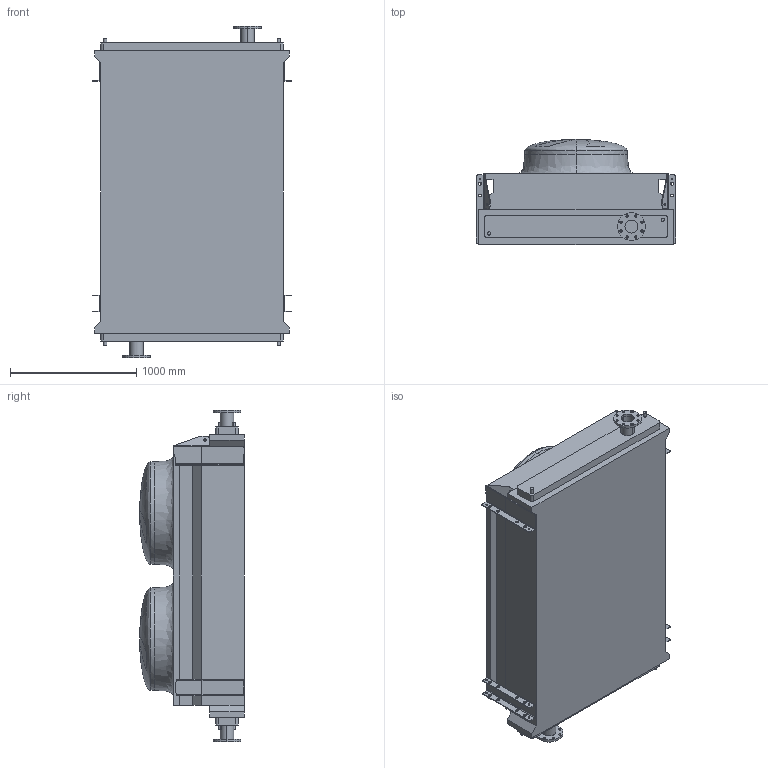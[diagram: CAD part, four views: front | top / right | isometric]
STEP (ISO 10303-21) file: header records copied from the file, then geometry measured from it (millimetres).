
FILE_DESCRIPTION (( 'STEP AP203' ), '1' );
FILE_NAME ('BOAC_02C-I.step', '2022-05-06T13:01:01', ( '' ), ( '' ), 'SwSTEP 2.0', 'SolidWorks 2019', '' );
FILE_SCHEMA (( 'CONFIG_CONTROL_DESIGN' ));
Length unit declared in the file: millimetre
Products named in the file (1): BOAC_02C-I
Bounding box: 1580 x 830 x 2630 mm (x, y, z)
Volume: 2001299075.2 mm3; surface area: 13608219 mm2
Topology: 5 solids, 5 shells, 384 faces, 1086 edges, 730 vertices
Faces by surface type: cylinder 200, plane 156, bspline 28
Entity records: 15700 total; most frequent: CARTESIAN_POINT 5290, ORIENTED_EDGE 2164, DIRECTION 2142, EDGE_CURVE 1082, AXIS2_PLACEMENT_3D 777, VERTEX_POINT 730, VECTOR 588, LINE 588
